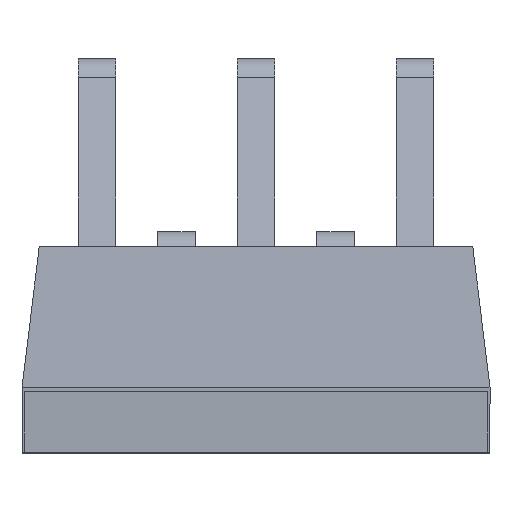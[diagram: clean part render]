
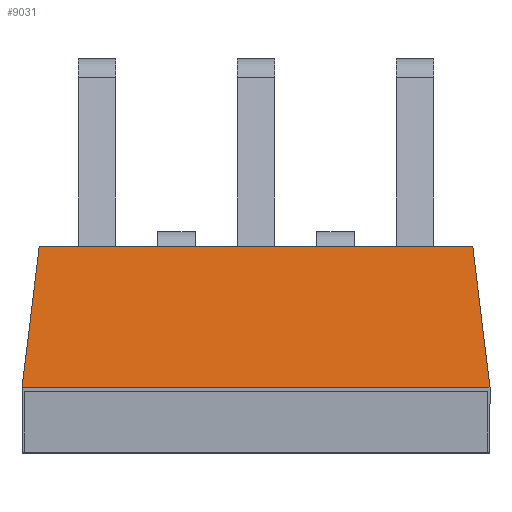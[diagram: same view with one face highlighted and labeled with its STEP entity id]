
A CAD part, top view. The second image highlights one B-rep face of the part: STEP entity #9031.
In plain terms, the highlighted planar face has unit normal (0, 0.122, 0.993).
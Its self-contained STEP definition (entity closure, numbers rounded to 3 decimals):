
#161 = VERTEX_POINT ( 'NONE', #7068 ) ;
#368 = VECTOR ( 'NONE', #9403, 1000. ) ;
#575 = CARTESIAN_POINT ( 'NONE',  ( 5., 1.4, 15.95 ) ) ;
#588 = ORIENTED_EDGE ( 'NONE', *, *, #7518, .F. ) ;
#740 = ORIENTED_EDGE ( 'NONE', *, *, #9455, .T. ) ;
#832 = DIRECTION ( 'NONE',  ( 0., 0.993, -0.122 ) ) ;
#907 = CARTESIAN_POINT ( 'NONE',  ( 5., 4.4, 15.582 ) ) ;
#1459 = AXIS2_PLACEMENT_3D ( 'NONE', #2734, #1777, #832 ) ;
#1555 = LINE ( 'NONE', #9092, #5961 ) ;
#1669 = DIRECTION ( 'NONE',  ( -0.121, -0.985, 0.121 ) ) ;
#1777 = DIRECTION ( 'NONE',  ( 0., -0.122, -0.993 ) ) ;
#1848 = LINE ( 'NONE', #907, #368 ) ;
#1918 = VERTEX_POINT ( 'NONE', #2318 ) ;
#2246 = ORIENTED_EDGE ( 'NONE', *, *, #3319, .F. ) ;
#2256 = VECTOR ( 'NONE', #2257, 1000. ) ;
#2257 = DIRECTION ( 'NONE',  ( -1., 0., 0. ) ) ;
#2318 = CARTESIAN_POINT ( 'NONE',  ( 4.632, 4.4, 15.582 ) ) ;
#2621 = CARTESIAN_POINT ( 'NONE',  ( -4.632, 4.4, 15.582 ) ) ;
#2734 = CARTESIAN_POINT ( 'NONE',  ( -11.737, 4.4, 15.582 ) ) ;
#3218 = CARTESIAN_POINT ( 'NONE',  ( 0., 1.4, 15.95 ) ) ;
#3319 = EDGE_CURVE ( 'NONE', #161, #1918, #1848, .T. ) ;
#3584 = LINE ( 'NONE', #2621, #6888 ) ;
#3701 = PLANE ( 'NONE',  #1459 ) ;
#4181 = EDGE_CURVE ( 'NONE', #161, #7893, #3584, .T. ) ;
#4194 = LINE ( 'NONE', #3218, #2256 ) ;
#5961 = VECTOR ( 'NONE', #8129, 1000. ) ;
#6154 = ORIENTED_EDGE ( 'NONE', *, *, #4181, .T. ) ;
#6505 = EDGE_LOOP ( 'NONE', ( #6154, #588, #740, #2246 ) ) ;
#6888 = VECTOR ( 'NONE', #1669, 1000. ) ;
#7068 = CARTESIAN_POINT ( 'NONE',  ( -4.632, 4.4, 15.582 ) ) ;
#7486 = VERTEX_POINT ( 'NONE', #575 ) ;
#7518 = EDGE_CURVE ( 'NONE', #7486, #7893, #4194, .T. ) ;
#7893 = VERTEX_POINT ( 'NONE', #8035 ) ;
#8035 = CARTESIAN_POINT ( 'NONE',  ( -5., 1.4, 15.95 ) ) ;
#8129 = DIRECTION ( 'NONE',  ( -0.121, 0.985, -0.121 ) ) ;
#9031 = ADVANCED_FACE ( 'NONE', ( #9224 ), #3701, .F. ) ;
#9092 = CARTESIAN_POINT ( 'NONE',  ( 5., 1.4, 15.95 ) ) ;
#9224 = FACE_OUTER_BOUND ( 'NONE', #6505, .T. ) ;
#9403 = DIRECTION ( 'NONE',  ( 1., 0., 0. ) ) ;
#9455 = EDGE_CURVE ( 'NONE', #7486, #1918, #1555, .T. ) ;
